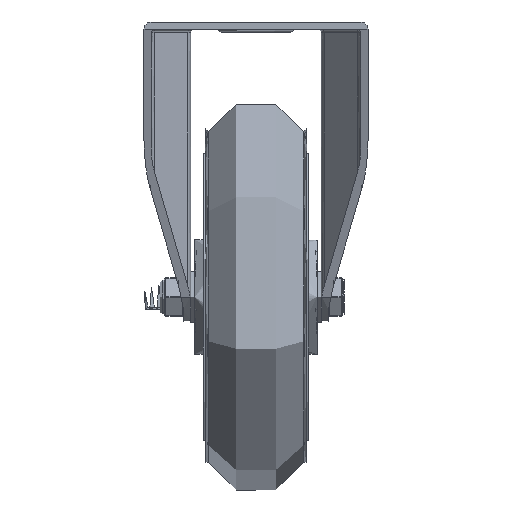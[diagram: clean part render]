
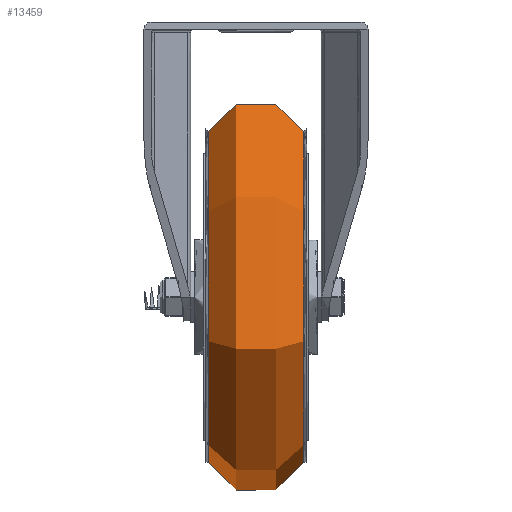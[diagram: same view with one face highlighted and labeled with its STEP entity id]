
A CAD part, left-side view. The second image highlights one B-rep face of the part: STEP entity #13459.
In plain terms, the highlighted toroidal (fillet/blend) face has major radius 75 mm and minor radius 25 mm.
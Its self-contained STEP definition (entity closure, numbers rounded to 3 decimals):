
#554=TOROIDAL_SURFACE('',#14581,75.,25.);
#1201=FACE_OUTER_BOUND('',#2036,.T.);
#2036=EDGE_LOOP('',(#9820,#9821,#9822,#9823,#9824,#9825));
#4645=CIRCLE('',#14582,84.);
#4646=CIRCLE('',#14583,25.);
#4647=CIRCLE('',#14584,84.);
#4648=CIRCLE('',#14585,84.);
#4649=CIRCLE('',#14586,84.);
#5925=VERTEX_POINT('',#20054);
#5926=VERTEX_POINT('',#20055);
#5927=VERTEX_POINT('',#20057);
#5928=VERTEX_POINT('',#20059);
#7406=EDGE_CURVE('',#5925,#5926,#4645,.T.);
#7407=EDGE_CURVE('',#5926,#5927,#4646,.T.);
#7408=EDGE_CURVE('',#5927,#5928,#4647,.T.);
#7409=EDGE_CURVE('',#5928,#5927,#4648,.T.);
#7410=EDGE_CURVE('',#5926,#5925,#4649,.T.);
#9820=ORIENTED_EDGE('',*,*,#7406,.T.);
#9821=ORIENTED_EDGE('',*,*,#7407,.T.);
#9822=ORIENTED_EDGE('',*,*,#7408,.T.);
#9823=ORIENTED_EDGE('',*,*,#7409,.T.);
#9824=ORIENTED_EDGE('',*,*,#7407,.F.);
#9825=ORIENTED_EDGE('',*,*,#7410,.T.);
#13459=ADVANCED_FACE('',(#1201),#554,.T.);
#14581=AXIS2_PLACEMENT_3D('',#20053,#16290,#16291);
#14582=AXIS2_PLACEMENT_3D('',#20056,#16292,#16293);
#14583=AXIS2_PLACEMENT_3D('',#20058,#16294,#16295);
#14584=AXIS2_PLACEMENT_3D('',#20060,#16296,#16297);
#14585=AXIS2_PLACEMENT_3D('',#20061,#16298,#16299);
#14586=AXIS2_PLACEMENT_3D('',#20062,#16300,#16301);
#16290=DIRECTION('center_axis',(0.,1.,0.));
#16291=DIRECTION('ref_axis',(0.,0.,
-1.));
#16292=DIRECTION('center_axis',(0.,-1.,0.));
#16293=DIRECTION('ref_axis',(0.,0.,
1.));
#16294=DIRECTION('center_axis',(1.,0.,0.));
#16295=DIRECTION('ref_axis',(0.,0.,
1.));
#16296=DIRECTION('center_axis',(0.,1.,0.));
#16297=DIRECTION('ref_axis',(0.,0.,
1.));
#16298=DIRECTION('center_axis',(0.,1.,0.));
#16299=DIRECTION('ref_axis',(0.,0.,
1.));
#16300=DIRECTION('center_axis',(0.,-1.,0.));
#16301=DIRECTION('ref_axis',(0.,0.,
1.));
#20053=CARTESIAN_POINT('Origin',(0.,0.,
0.));
#20054=CARTESIAN_POINT('',(0.,23.324,-84.));
#20055=CARTESIAN_POINT('',(0.,23.324,84.));
#20056=CARTESIAN_POINT('Origin',(0.,23.324,
0.));
#20057=CARTESIAN_POINT('',(0.,-23.324,84.));
#20058=CARTESIAN_POINT('Origin',(0.,0.,
75.));
#20059=CARTESIAN_POINT('',(0.,-23.324,-84.));
#20060=CARTESIAN_POINT('Origin',(0.,-23.324,
0.));
#20061=CARTESIAN_POINT('Origin',(0.,-23.324,
0.));
#20062=CARTESIAN_POINT('Origin',(0.,23.324,
0.));
